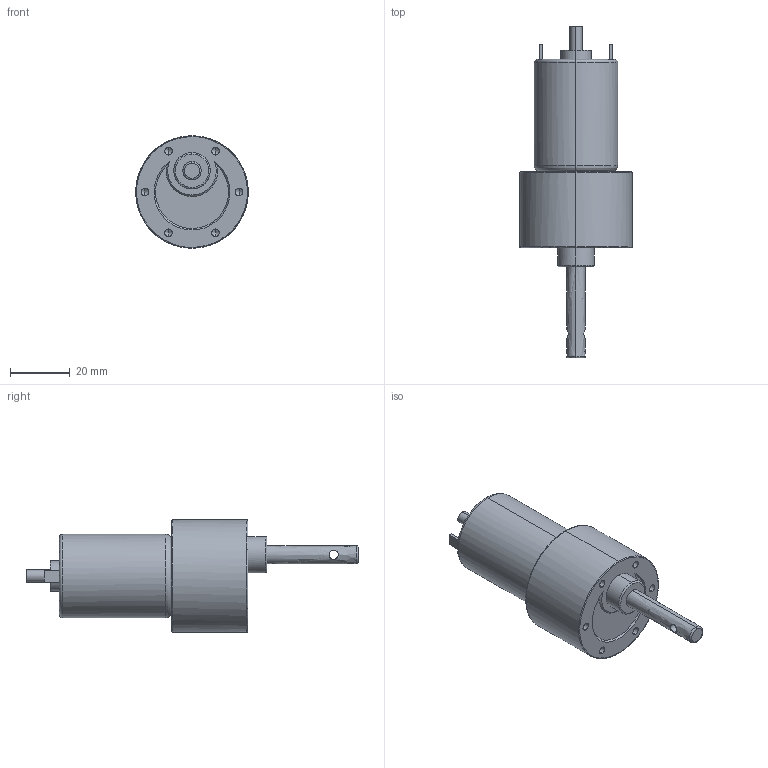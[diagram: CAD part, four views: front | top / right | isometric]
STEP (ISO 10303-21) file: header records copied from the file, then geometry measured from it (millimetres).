
FILE_DESCRIPTION(('FreeCAD Model'),'2;1');
FILE_NAME('Open CASCADE Shape Model','2025-05-05T03:20:16',('FreeCAD'),( 'FreeCAD'),'Open CASCADE STEP processor 7.6','FreeCAD','Unknown');
FILE_SCHEMA(('AUTOMOTIVE_DESIGN { 1 0 10303 214 1 1 1 1 }'));
Length unit declared in the file: millimetre
Products named in the file (1): Open CASCADE STEP translator 7.6 1
Bounding box: 37.53 x 110.99 x 37.57 mm (x, y, z)
Volume: 52888.6 mm3; surface area: 11027.7 mm2
Topology: 5 solids, 5 shells, 75 faces, 159 edges, 92 vertices
Faces by surface type: bspline 75
Entity records: 2257 total; most frequent: CARTESIAN_POINT 1359, ORIENTED_EDGE 294, EDGE_CURVE 147, VERTEX_POINT 92, FACE_BOUND 87, EDGE_LOOP 87, ADVANCED_FACE 75, B_SPLINE_CURVE_WITH_KNOTS 69
